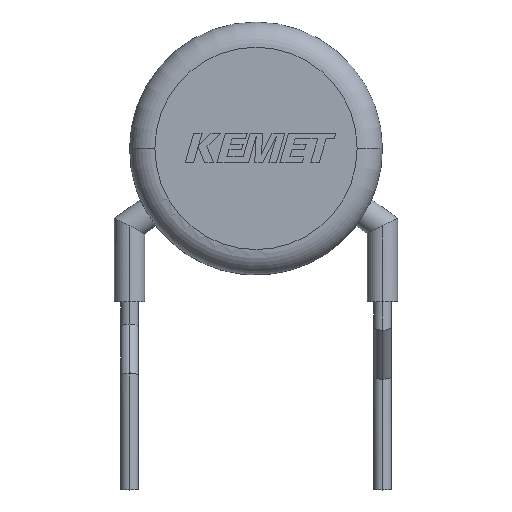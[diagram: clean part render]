
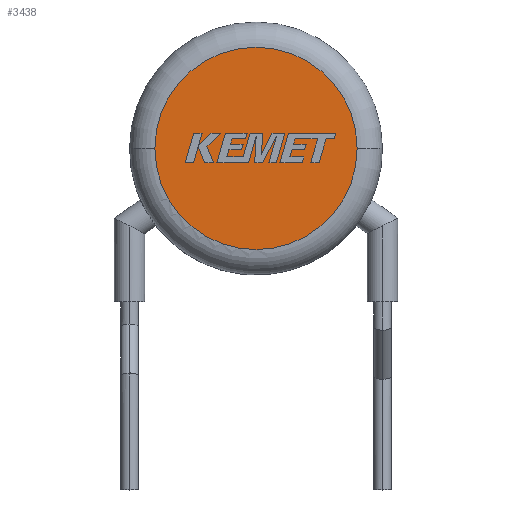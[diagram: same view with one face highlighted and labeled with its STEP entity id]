
A CAD part, top view. The second image highlights one B-rep face of the part: STEP entity #3438.
In plain terms, the highlighted planar face has unit normal (0, 0, 1).
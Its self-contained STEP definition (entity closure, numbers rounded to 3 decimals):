
#36 = CARTESIAN_POINT ( 'NONE',  ( 0., 0., 6. ) ) ;
#68 = AXIS2_PLACEMENT_3D ( 'NONE', #36, #1494, #927 ) ;
#163 = CIRCLE ( 'NONE', #3669, 4. ) ;
#169 = DIRECTION ( 'NONE',  ( 0., 0., 1. ) ) ;
#927 = DIRECTION ( 'NONE',  ( 1., 0., 0. ) ) ;
#1090 = DIRECTION ( 'NONE',  ( 1., 0., 0. ) ) ;
#1114 = EDGE_CURVE ( 'NONE', #2231, #2191, #3469, .T. ) ;
#1312 = EDGE_LOOP ( 'NONE', ( #1987, #3668 ) ) ;
#1371 = DIRECTION ( 'NONE',  ( 0., 0., 1. ) ) ;
#1386 = CARTESIAN_POINT ( 'NONE',  ( 0., 0., 6. ) ) ;
#1494 = DIRECTION ( 'NONE',  ( 0., 0., 1. ) ) ;
#1951 = DIRECTION ( 'NONE',  ( 1., 0., 0. ) ) ;
#1987 = ORIENTED_EDGE ( 'NONE', *, *, #1114, .T. ) ;
#2191 = VERTEX_POINT ( 'NONE', #2372 ) ;
#2215 = PLANE ( 'NONE',  #3769 ) ;
#2231 = VERTEX_POINT ( 'NONE', #3600 ) ;
#2372 = CARTESIAN_POINT ( 'NONE',  ( -4., 0., 6. ) ) ;
#2962 = EDGE_CURVE ( 'NONE', #2191, #2231, #163, .T. ) ;
#3180 = FACE_OUTER_BOUND ( 'NONE', #1312, .T. ) ;
#3423 = CARTESIAN_POINT ( 'NONE',  ( 0., 0., 6. ) ) ;
#3438 = ADVANCED_FACE ( 'NONE', ( #3180 ), #2215, .T. ) ;
#3469 = CIRCLE ( 'NONE', #68, 4. ) ;
#3600 = CARTESIAN_POINT ( 'NONE',  ( 4., 0., 6. ) ) ;
#3668 = ORIENTED_EDGE ( 'NONE', *, *, #2962, .T. ) ;
#3669 = AXIS2_PLACEMENT_3D ( 'NONE', #3423, #169, #1951 ) ;
#3769 = AXIS2_PLACEMENT_3D ( 'NONE', #1386, #1371, #1090 ) ;
